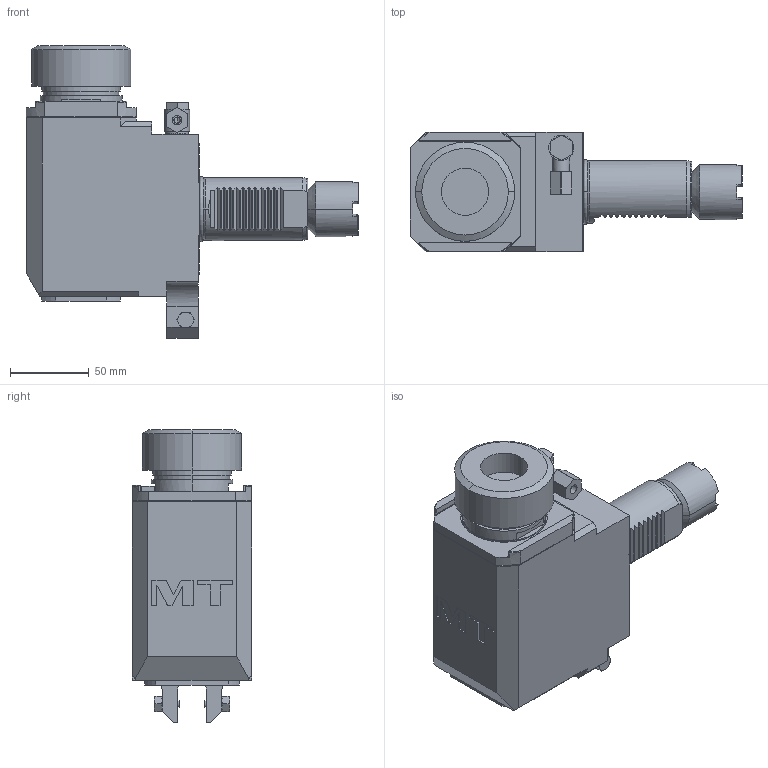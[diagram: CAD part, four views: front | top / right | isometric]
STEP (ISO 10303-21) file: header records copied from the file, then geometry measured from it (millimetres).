
FILE_DESCRIPTION((''),'2;1');
FILE_NAME('OKU0040340_CONF','2024-11-20T10:35:20',('fpalella'),('M.T. srl'),'CREO PARAMETRIC BY PTC INC, 2023352','CREO PARAMETRIC BY PTC INC, 2023352','');
FILE_SCHEMA(('CONFIG_CONTROL_DESIGN'));
Length unit declared in the file: millimetre
Products named in the file (1): OKU0040340_CONF
Bounding box: 210.95 x 76 x 185.66 mm (x, y, z)
Volume: 1154656.1 mm3; surface area: 100329.4 mm2
Topology: 2 solids, 2 shells, 391 faces, 983 edges, 631 vertices
Faces by surface type: plane 222, cylinder 113, cone 43, torus 11, extrusion 2
Entity records: 12639 total; most frequent: CARTESIAN_POINT 3309, ORIENTED_EDGE 1962, DIRECTION 1891, EDGE_CURVE 981, AXIS2_PLACEMENT_3D 695, VERTEX_POINT 631, VECTOR 501, LINE 499
